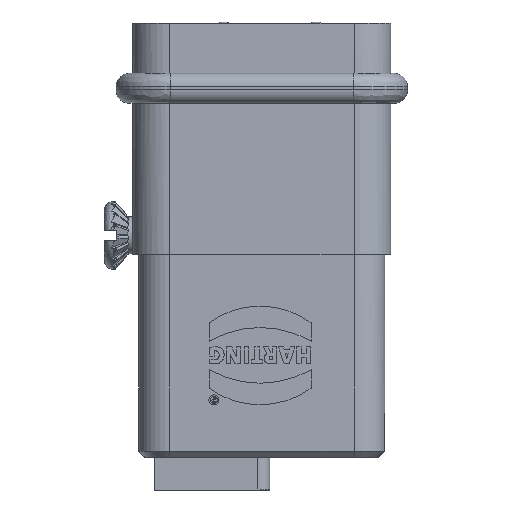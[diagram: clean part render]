
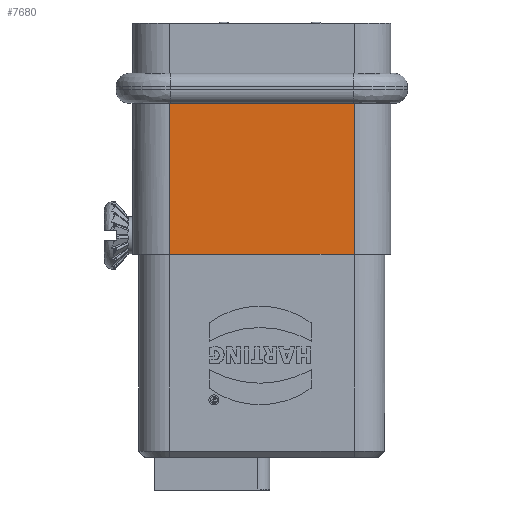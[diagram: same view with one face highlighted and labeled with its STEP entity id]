
A CAD part, front view. The second image highlights one B-rep face of the part: STEP entity #7680.
In plain terms, the highlighted planar face has unit normal (0, -1, 0).
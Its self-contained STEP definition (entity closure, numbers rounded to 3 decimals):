
#6744=PLANE('',#27762);
#7680=ADVANCED_FACE('',(#8795),#6744,.T.);
#8795=FACE_OUTER_BOUND('',#9841,.T.);
#9841=EDGE_LOOP('',(#14059,#14060,#14061,#14062,#14063,#14064));
#14059=ORIENTED_EDGE('',*,*,#19192,.F.);
#14060=ORIENTED_EDGE('',*,*,#19731,.T.);
#14061=ORIENTED_EDGE('',*,*,#19441,.T.);
#14062=ORIENTED_EDGE('',*,*,#19732,.T.);
#14063=ORIENTED_EDGE('',*,*,#19310,.F.);
#14064=ORIENTED_EDGE('',*,*,#19324,.F.);
#16957=VERTEX_POINT('',#41323);
#16958=VERTEX_POINT('',#41328);
#17031=VERTEX_POINT('',#41804);
#17032=VERTEX_POINT('',#41809);
#17092=VERTEX_POINT('',#42109);
#17093=VERTEX_POINT('',#42111);
#19192=EDGE_CURVE('',#16957,#16958,#20636,.T.);
#19310=EDGE_CURVE('',#17031,#17032,#20656,.T.);
#19324=EDGE_CURVE('',#16958,#17031,#22895,.T.);
#19441=EDGE_CURVE('',#17093,#17092,#22988,.T.);
#19731=EDGE_CURVE('',#16957,#17093,#23180,.T.);
#19732=EDGE_CURVE('',#17092,#17032,#23181,.T.);
#20636=B_SPLINE_CURVE_WITH_KNOTS('',3,(#41324,#41325,#41326,#41327),
 .UNSPECIFIED.,.F.,.F.,(4,4),(0.,1.),.UNSPECIFIED.);
#20656=B_SPLINE_CURVE_WITH_KNOTS('',3,(#41805,#41806,#41807,#41808),
 .UNSPECIFIED.,.F.,.F.,(4,4),(0.,1.),.UNSPECIFIED.);
#22895=LINE('',#41868,#24851);
#22988=LINE('',#42110,#24944);
#23180=LINE('',#43078,#25136);
#23181=LINE('',#43079,#25137);
#24851=VECTOR('',#30762,1.);
#24944=VECTOR('',#31015,1.);
#25136=VECTOR('',#31613,1.);
#25137=VECTOR('',#31614,1.);
#27762=AXIS2_PLACEMENT_3D('',#43080,#31615,#31616);
#30762=DIRECTION('',(1.,0.,0.));
#31015=DIRECTION('',(1.,0.,0.));
#31613=DIRECTION('',(0.,0.,-1.));
#31614=DIRECTION('',(0.,0.,1.));
#31615=DIRECTION('',(0.,-1.,0.));
#31616=DIRECTION('',(-1.,0.,0.));
#41323=CARTESIAN_POINT('',(-7.5,-10.5,10.731));
#41324=CARTESIAN_POINT('',(-7.5,-10.5,10.731));
#41325=CARTESIAN_POINT('',(-7.483,-10.5,10.731));
#41326=CARTESIAN_POINT('',(-7.467,-10.5,10.731));
#41327=CARTESIAN_POINT('',(-7.45,-10.5,10.731));
#41328=CARTESIAN_POINT('',(-7.45,-10.5,10.731));
#41804=CARTESIAN_POINT('',(7.45,-10.5,10.731));
#41805=CARTESIAN_POINT('',(7.45,-10.5,10.731));
#41806=CARTESIAN_POINT('',(7.467,-10.5,10.731));
#41807=CARTESIAN_POINT('',(7.483,-10.5,10.731));
#41808=CARTESIAN_POINT('',(7.5,-10.5,10.731));
#41809=CARTESIAN_POINT('',(7.5,-10.5,10.731));
#41868=CARTESIAN_POINT('',(0.,-10.5,10.731));
#42109=CARTESIAN_POINT('',(7.5,-10.5,-1.55));
#42110=CARTESIAN_POINT('',(-7.5,-10.5,-1.55));
#42111=CARTESIAN_POINT('',(-7.5,-10.5,-1.55));
#43078=CARTESIAN_POINT('',(-7.5,-10.5,10.97));
#43079=CARTESIAN_POINT('',(7.5,-10.5,-1.55));
#43080=CARTESIAN_POINT('',(7.5,-10.5,17.25));
